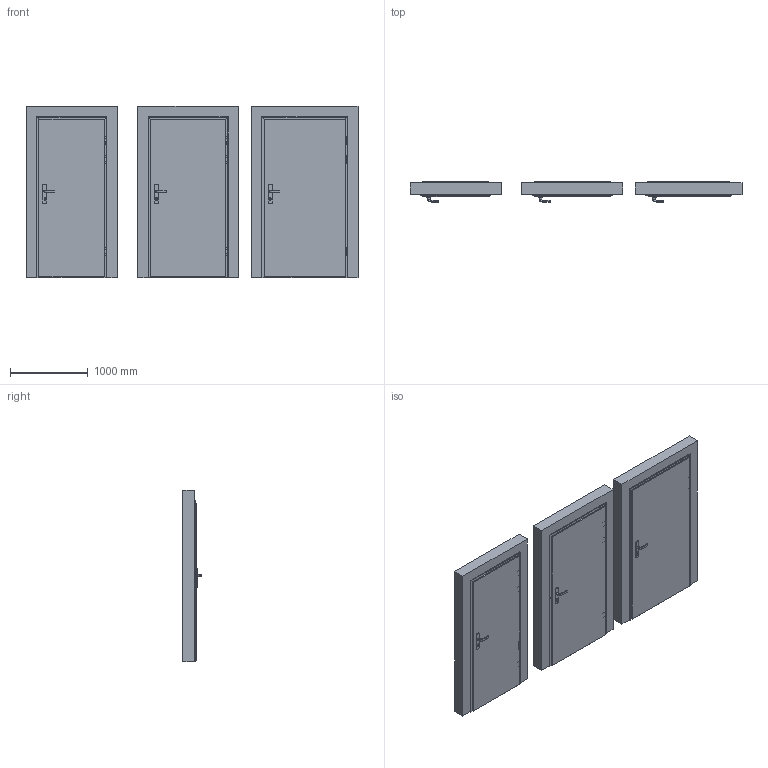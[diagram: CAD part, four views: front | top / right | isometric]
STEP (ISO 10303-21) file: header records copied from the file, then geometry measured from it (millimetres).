
FILE_DESCRIPTION(/* description */ (''),/* implementation_level */ '2;1');
FILE_NAME(/* name */ '050031_A_3-Drzwi akustyczne SILENCE 37dB na ościeżnicy stalowej..stp',/* time_stamp */ '2024-05-16T11:54:10+02:00',/* author */ (''),/* organization */ (''),/* preprocessor_version */ 'ST-DEVELOPER v16',/* originating_system */ 'SIEMENS PLM Software NX 11.0',/* authorisation */ '');
FILE_SCHEMA (('AUTOMOTIVE_DESIGN { 1 0 10303 214 3 1 1 1 }'));
Products named in the file (1): bkni48646A65kotr
Bounding box: 4276 x 257 x 2207.33 mm (x, y, z)
Volume: 653591673.2 mm3; surface area: 40005587.5 mm2
Topology: 96 solids, 96 shells, 3036 faces, 8079 edges, 5322 vertices
Faces by surface type: plane 1674, cylinder 657, bspline 432, extrusion 138, cone 99, torus 24, sphere 12
Full cylindrical faces by diameter (mm): 4 x3, 6 x15, 7.4 x24, 7.8 x9, 8 x63, 10 x12, 13.5 x18, 15 x45, 17 x3, 18 x6, 30 x6
Entity records: 100594 total; most frequent: CARTESIAN_POINT 28054, ORIENTED_EDGE 15354, DIRECTION 12959, EDGE_CURVE 7677, VERTEX_POINT 5244, VECTOR 5199, LINE 5061, AXIS2_PLACEMENT_3D 3880
